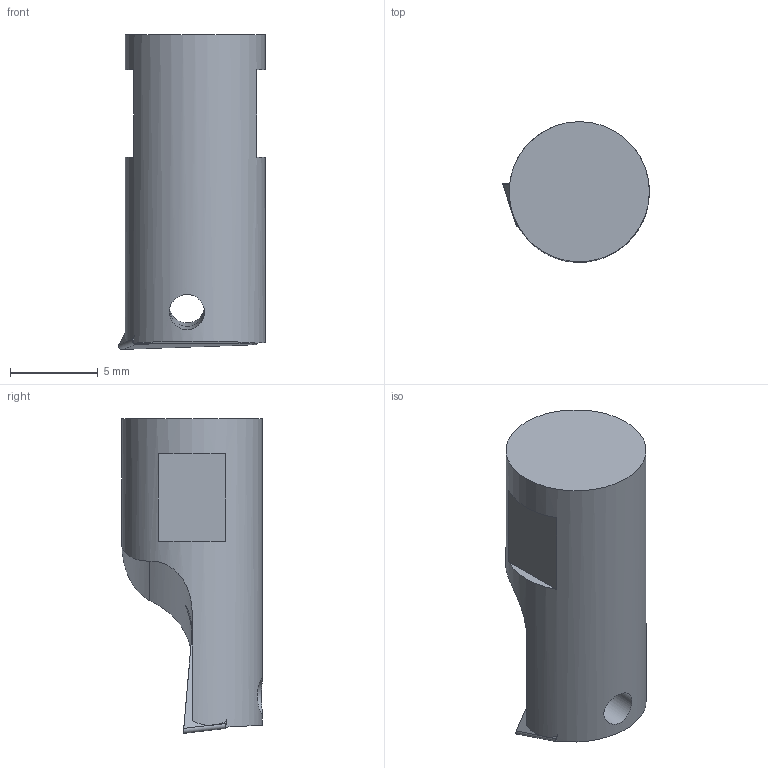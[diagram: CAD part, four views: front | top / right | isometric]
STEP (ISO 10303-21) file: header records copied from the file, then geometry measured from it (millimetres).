
FILE_DESCRIPTION((''),'1');
FILE_NAME('EB09N.stp','2022-09-27T06:48:18',(''),(''),'Spatial Interop R21 SP3','Kubotek KeyCreator 2011 V10.0.2 (22737)',' ');
FILE_SCHEMA(('automotive_design'));
Length unit declared in the file: millimetre
Products named in the file (2): 241[3]; 240[2]
Bounding box: 8.37 x 8 x 17.96 mm (x, y, z)
Volume: 669 mm3; surface area: 623.5 mm2
Topology: 2 solids, 2 shells, 28 faces, 70 edges, 47 vertices
Faces by surface type: plane 19, cylinder 9
Full cylindrical faces by diameter (mm): 2 x2, 8 x1
Entity records: 1587 total; most frequent: CARTESIAN_POINT 226, DIRECTION 138, ORIENTED_EDGE 126, PRESENTATION_STYLE_ASSIGNMENT 123, COLOUR_RGB 123, STYLED_ITEM 93, CURVE_STYLE 93, DRAUGHTING_PRE_DEFINED_CURVE_FONT 93
